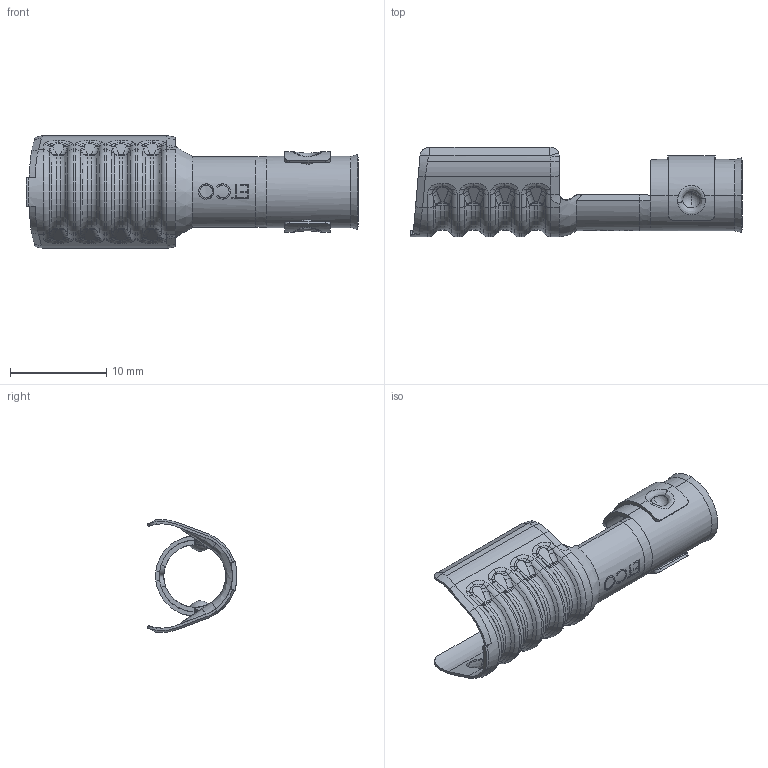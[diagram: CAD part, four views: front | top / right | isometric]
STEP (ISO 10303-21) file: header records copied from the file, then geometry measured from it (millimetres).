
FILE_DESCRIPTION (( 'STEP AP203' ), '1' );
FILE_NAME ('SP98-WD.STEP', '2019-11-06T12:55:48', ( 'tempuser' ), ( 'Microsoft' ), 'SwSTEP 2.0', 'SolidWorks 2019', '' );
FILE_SCHEMA (( 'CONFIG_CONTROL_DESIGN' ));
Length unit declared in the file: inch
Products named in the file (3): SCA570 expanded for mating_SCA570; SP98-WD SP98-8M-WD_SP98-WD without carrier; SP98-WD
Assembly tree (2 placements, depth 2):
  SP98-WD
    SCA570 expanded for mating_SCA570
    SP98-WD SP98-8M-WD_SP98-WD without carrier
Bounding box: 34.54 x 9.33 x 11.76 mm (x, y, z)
Volume: 312.8 mm3; surface area: 1595.5 mm2
Topology: 2 solids, 2 shells, 511 faces, 1293 edges, 787 vertices
Faces by surface type: bspline 231, cylinder 119, plane 92, cone 26, sphere 24, torus 19
Entity records: 23915 total; most frequent: CARTESIAN_POINT 13153, ORIENTED_EDGE 2586, DIRECTION 1655, EDGE_CURVE 1293, VERTEX_POINT 787, AXIS2_PLACEMENT_3D 655, B_SPLINE_CURVE_WITH_KNOTS 519, EDGE_LOOP 516
